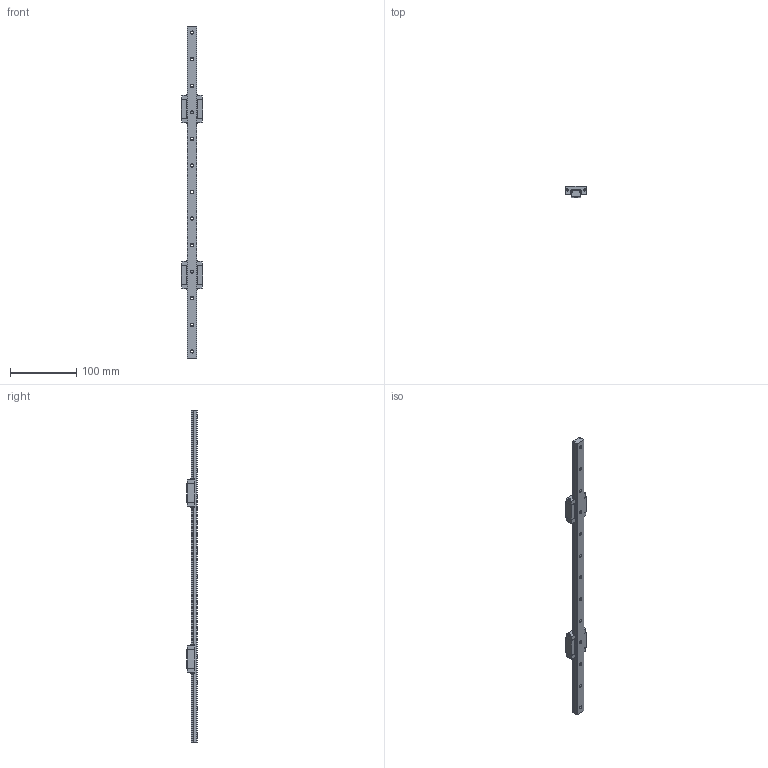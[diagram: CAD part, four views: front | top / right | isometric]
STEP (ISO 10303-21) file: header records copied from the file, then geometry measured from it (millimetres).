
FILE_DESCRIPTION( ( 'STEP AP203' ), ' ' );
FILE_NAME( 'SSE2BL16-500-MC-WC.stp', '2018-02-05T10:28:43', ( '' ), ( '' ), ' ', 'PARTsolutions', ' ' );
FILE_SCHEMA( ( 'CONFIG_CONTROL_DESIGN' ) );
Length unit declared in the file: millimetre
Products named in the file (3): SSE2BL16-500-MC-WC; _SSE2BL16-500-MC_r; _SSEB16_b
Assembly tree (3 placements, depth 2):
  SSE2BL16-500-MC-WC
    _SSE2BL16-500-MC_r
    _SSEB16_b  x2
Bounding box: 32 x 16 x 500 mm (x, y, z)
Volume: 89263.3 mm3; surface area: 39668.8 mm2
Topology: 3 solids, 3 shells, 565 faces, 1611 edges, 1064 vertices
Faces by surface type: plane 410, cylinder 113, cone 42
Full cylindrical faces by diameter (mm): 2.459 x8, 3 x8, 4.134 x13
Entity records: 9896 total; most frequent: CARTESIAN_POINT 1717, ORIENTED_EDGE 1644, DIRECTION 1620, EDGE_CURVE 822, LINE 662, VECTOR 662, VERTEX_POINT 576, AXIS2_PLACEMENT_3D 479
